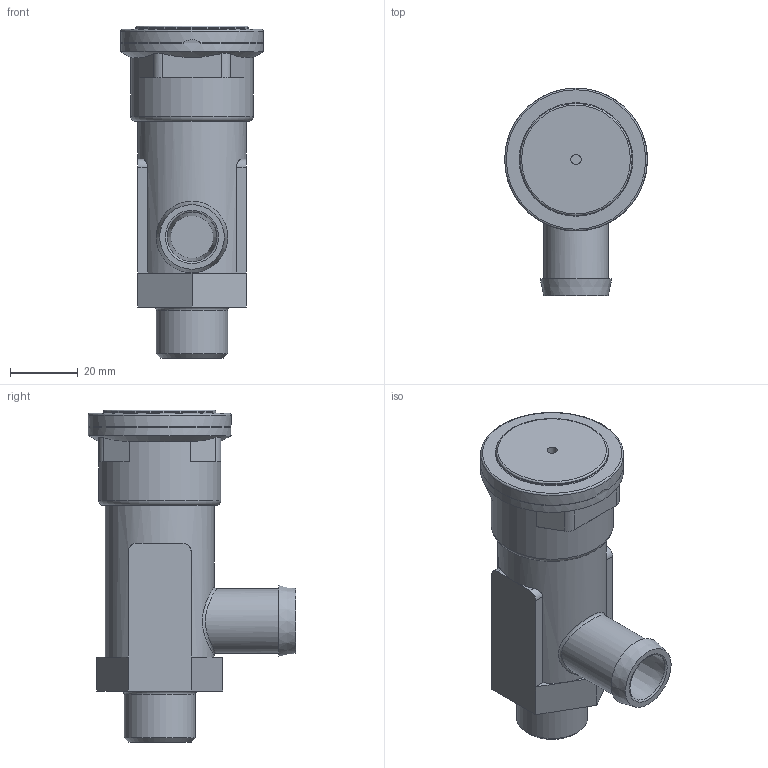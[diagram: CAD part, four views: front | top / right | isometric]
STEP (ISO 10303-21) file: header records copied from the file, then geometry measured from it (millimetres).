
FILE_DESCRIPTION( ( 'Unknown' ), '1' );
FILE_NAME( '459210.stp', 'Unknown', ( 'Unknown' ), ( 'Unknown' ), 'PSStep 14.0', 'Unknown', ' ' );
FILE_SCHEMA( ( 'AUTOMOTIVE_DESIGN { 1 0 10303 214 1 1 1 1 }' ) );
Length unit declared in the file: millimetre
Products named in the file (2): 459000_040-sempl
Bounding box: 42 x 61 x 97.65 mm (x, y, z)
Volume: 85097.9 mm3; surface area: 18448.1 mm2
Topology: 2 solids, 2 shells, 74 faces, 171 edges, 108 vertices
Faces by surface type: plane 41, cylinder 21, torus 7, cone 4, bspline 1
Full cylindrical faces by diameter (mm): 3 x1, 14 x1, 19 x1, 20.955 x1, 32 x1, 33 x1, 36 x1, 42 x2
Entity records: 2901 total; most frequent: CARTESIAN_POINT 741, DIRECTION 324, ORIENTED_EDGE 282, EDGE_CURVE 141, AXIS2_PLACEMENT_3D 128, EDGE_LOOP 104, VERTEX_POINT 99, FACE_OUTER_BOUND 91
